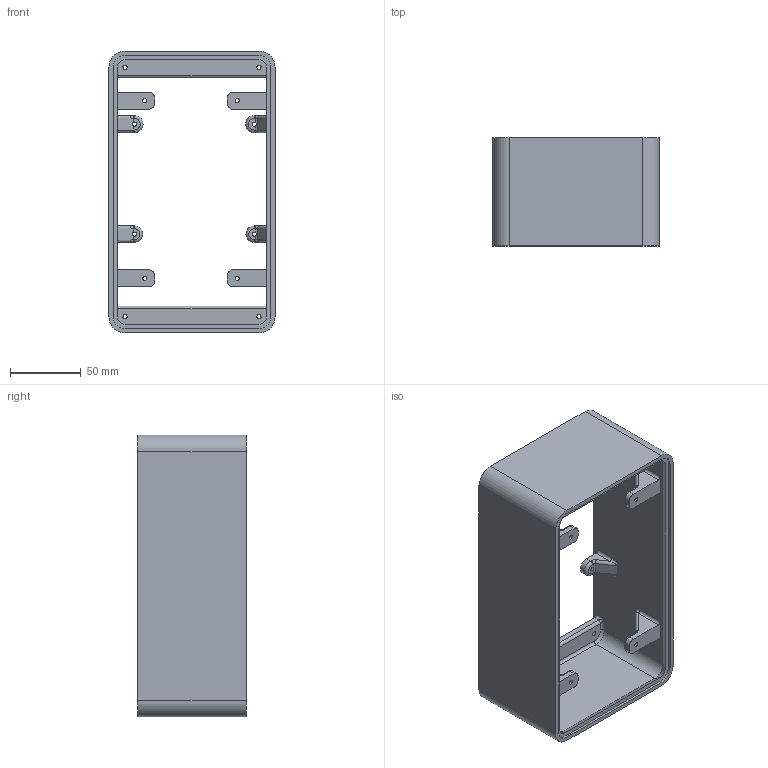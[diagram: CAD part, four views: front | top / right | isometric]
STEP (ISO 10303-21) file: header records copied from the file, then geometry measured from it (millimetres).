
FILE_DESCRIPTION(/* description */ (''),/* implementation_level */ '2;1');
FILE_NAME(/* name */ 'Body.stp',/* time_stamp */ '2024-08-22T21:50:39-05:00',/* author */ ('Stefano'),/* organization */ (''),/* preprocessor_version */ 'ST-DEVELOPER v19.2',/* originating_system */ 'Autodesk Inventor 2024',/* authorisation */ '');
FILE_SCHEMA (('AUTOMOTIVE_DESIGN { 1 0 10303 214 3 1 1 }'));
Length unit declared in the file: millimetre
Products named in the file (1): Component1
Bounding box: 117.8 x 76.84 x 199.8 mm (x, y, z)
Volume: 191083.9 mm3; surface area: 113000.3 mm2
Topology: 1 solids, 1 shells, 245 faces, 604 edges, 364 vertices
Faces by surface type: cylinder 118, plane 71, torus 26, bspline 26, cone 4
Full cylindrical faces by diameter (mm): 3 x12
Entity records: 7853 total; most frequent: CARTESIAN_POINT 1845, DIRECTION 1330, ORIENTED_EDGE 1204, EDGE_CURVE 602, AXIS2_PLACEMENT_3D 514, VERTEX_POINT 364, LINE 302, VECTOR 302
